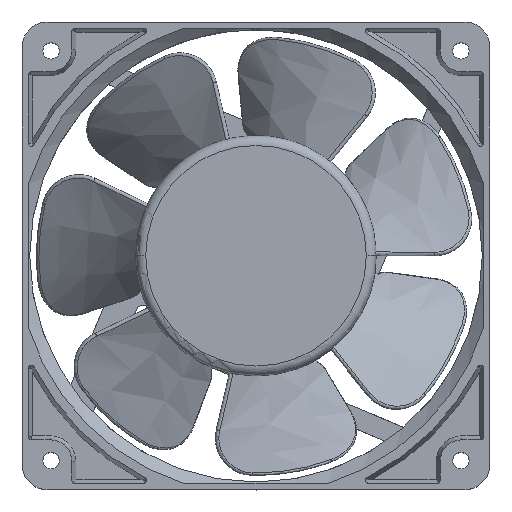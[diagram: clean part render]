
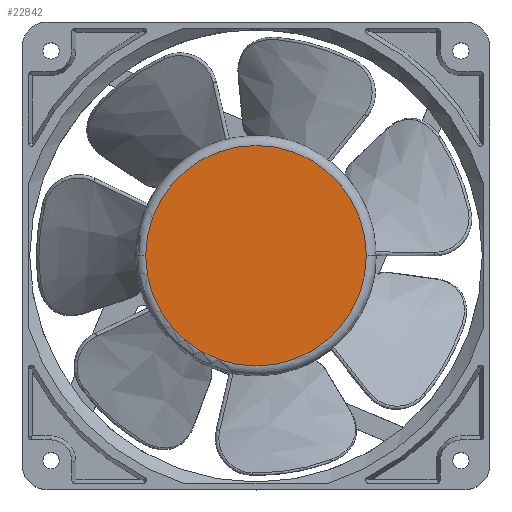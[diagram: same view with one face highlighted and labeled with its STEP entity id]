
A CAD part, top view. The second image highlights one B-rep face of the part: STEP entity #22842.
In plain terms, the highlighted planar face has unit normal (0, 0, 1).
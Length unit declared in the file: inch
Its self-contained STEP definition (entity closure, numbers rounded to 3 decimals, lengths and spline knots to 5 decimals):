
#2142 = CARTESIAN_POINT ( 'NONE',  ( -1.11, 0., 1. ) ) ;
#2208 = EDGE_CURVE ( 'NONE', #17488, #34194, #18709, .T. ) ;
#4833 = ORIENTED_EDGE ( 'NONE', *, *, #26555, .T. ) ;
#7988 = AXIS2_PLACEMENT_3D ( 'NONE', #9886, #31844, #21027 ) ;
#8000 = PLANE ( 'NONE',  #22215 ) ;
#9886 = CARTESIAN_POINT ( 'NONE',  ( 0., 0., 1. ) ) ;
#12373 = DIRECTION ( 'NONE',  ( 0., 0., 1. ) ) ;
#12746 = CARTESIAN_POINT ( 'NONE',  ( 0., 0., 1. ) ) ;
#15901 = CIRCLE ( 'NONE', #21426, 1.11 ) ;
#17488 = VERTEX_POINT ( 'NONE', #2142 ) ;
#18216 = EDGE_LOOP ( 'NONE', ( #4833, #27974 ) ) ;
#18709 = CIRCLE ( 'NONE', #7988, 1.11 ) ;
#19141 = CARTESIAN_POINT ( 'NONE',  ( 0., 0., 1. ) ) ;
#21027 = DIRECTION ( 'NONE',  ( 1., 0., 0. ) ) ;
#21426 = AXIS2_PLACEMENT_3D ( 'NONE', #12746, #12373, #31804 ) ;
#22215 = AXIS2_PLACEMENT_3D ( 'NONE', #19141, #30334, #27452 ) ;
#22842 = ADVANCED_FACE ( 'NONE', ( #35771 ), #8000, .T. ) ;
#26555 = EDGE_CURVE ( 'NONE', #34194, #17488, #15901, .T. ) ;
#27452 = DIRECTION ( 'NONE',  ( 1., 0., 0. ) ) ;
#27974 = ORIENTED_EDGE ( 'NONE', *, *, #2208, .T. ) ;
#30334 = DIRECTION ( 'NONE',  ( 0., 0., 1. ) ) ;
#31804 = DIRECTION ( 'NONE',  ( 1., 0., 0. ) ) ;
#31844 = DIRECTION ( 'NONE',  ( 0., 0., 1. ) ) ;
#33164 = CARTESIAN_POINT ( 'NONE',  ( 1.11, 0., 1. ) ) ;
#34194 = VERTEX_POINT ( 'NONE', #33164 ) ;
#35771 = FACE_OUTER_BOUND ( 'NONE', #18216, .T. ) ;
